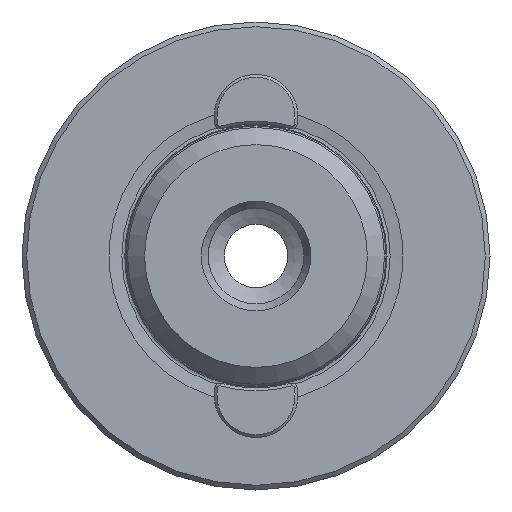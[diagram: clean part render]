
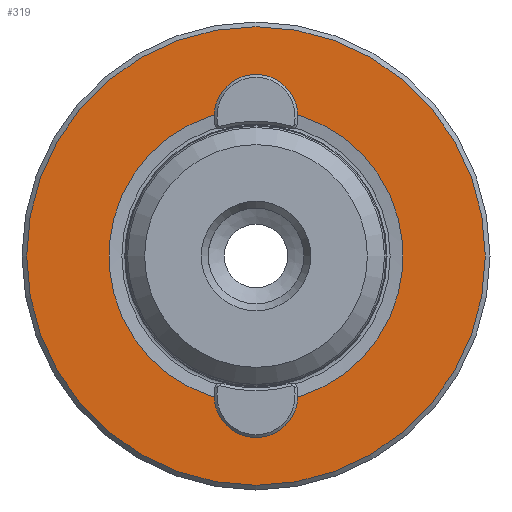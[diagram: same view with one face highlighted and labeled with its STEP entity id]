
A CAD part, left-side view. The second image highlights one B-rep face of the part: STEP entity #319.
In plain terms, the highlighted planar face has unit normal (-1, 0, 0).
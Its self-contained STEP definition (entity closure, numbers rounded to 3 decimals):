
#26 = AXIS2_PLACEMENT_3D ( 'NONE', #667, #2751, #1149 ) ;
#168 = VERTEX_POINT ( 'NONE', #366 ) ;
#319 = ADVANCED_FACE ( 'NONE', ( #586, #1192 ), #1602, .F. ) ;
#326 = AXIS2_PLACEMENT_3D ( 'NONE', #621, #2038, #2006 ) ;
#366 = CARTESIAN_POINT ( 'NONE',  ( 0., -2.118, 15.572 ) ) ;
#374 = CARTESIAN_POINT ( 'NONE',  ( 0., 0., 16.9 ) ) ;
#487 = EDGE_LOOP ( 'NONE', ( #1965, #1688, #1720, #1211 ) ) ;
#493 = DIRECTION ( 'NONE',  ( 0., 0., -1. ) ) ;
#586 = FACE_BOUND ( 'NONE', #487, .T. ) ;
#610 = CARTESIAN_POINT ( 'NONE',  ( 0., 0., -16.9 ) ) ;
#621 = CARTESIAN_POINT ( 'NONE',  ( 0., 0., 0. ) ) ;
#644 = VERTEX_POINT ( 'NONE', #2696 ) ;
#667 = CARTESIAN_POINT ( 'NONE',  ( 0., 0., 0. ) ) ;
#735 = CIRCLE ( 'NONE', #1295, 15.715 ) ;
#739 = DIRECTION ( 'NONE',  ( 1., 0., 0. ) ) ;
#775 = AXIS2_PLACEMENT_3D ( 'NONE', #610, #2242, #910 ) ;
#786 = EDGE_CURVE ( 'NONE', #644, #1352, #1470, .T. ) ;
#797 = CARTESIAN_POINT ( 'NONE',  ( 0., 0., 0. ) ) ;
#841 = DIRECTION ( 'NONE',  ( 0., 0., 1. ) ) ;
#910 = DIRECTION ( 'NONE',  ( 0., 0., 1. ) ) ;
#991 = VERTEX_POINT ( 'NONE', #2982 ) ;
#1083 = DIRECTION ( 'NONE',  ( -1., 0., 0. ) ) ;
#1149 = DIRECTION ( 'NONE',  ( 0., 0., 1. ) ) ;
#1192 = FACE_OUTER_BOUND ( 'NONE', #2908, .T. ) ;
#1211 = ORIENTED_EDGE ( 'NONE', *, *, #786, .F. ) ;
#1295 = AXIS2_PLACEMENT_3D ( 'NONE', #797, #2687, #1511 ) ;
#1352 = VERTEX_POINT ( 'NONE', #2318 ) ;
#1361 = EDGE_CURVE ( 'NONE', #168, #1488, #2029, .T. ) ;
#1470 = CIRCLE ( 'NONE', #775, 2.5 ) ;
#1488 = VERTEX_POINT ( 'NONE', #2448 ) ;
#1511 = DIRECTION ( 'NONE',  ( 0., 0., 1. ) ) ;
#1540 = CIRCLE ( 'NONE', #326, 15.715 ) ;
#1602 = PLANE ( 'NONE',  #2034 ) ;
#1688 = ORIENTED_EDGE ( 'NONE', *, *, #1361, .F. ) ;
#1720 = ORIENTED_EDGE ( 'NONE', *, *, #2895, .F. ) ;
#1914 = CARTESIAN_POINT ( 'NONE',  ( 0., 0., -15.715 ) ) ;
#1965 = ORIENTED_EDGE ( 'NONE', *, *, #2822, .F. ) ;
#2006 = DIRECTION ( 'NONE',  ( 0., 0., 1. ) ) ;
#2029 = CIRCLE ( 'NONE', #2846, 2.5 ) ;
#2034 = AXIS2_PLACEMENT_3D ( 'NONE', #1914, #739, #493 ) ;
#2038 = DIRECTION ( 'NONE',  ( -1., 0., 0. ) ) ;
#2242 = DIRECTION ( 'NONE',  ( -1., 0., 0. ) ) ;
#2299 = EDGE_CURVE ( 'NONE', #991, #991, #2920, .T. ) ;
#2318 = CARTESIAN_POINT ( 'NONE',  ( 0., -2.118, -15.572 ) ) ;
#2448 = CARTESIAN_POINT ( 'NONE',  ( 0., 2.118, 15.572 ) ) ;
#2454 = ORIENTED_EDGE ( 'NONE', *, *, #2299, .T. ) ;
#2687 = DIRECTION ( 'NONE',  ( -1., 0., 0. ) ) ;
#2696 = CARTESIAN_POINT ( 'NONE',  ( 0., 2.118, -15.572 ) ) ;
#2751 = DIRECTION ( 'NONE',  ( -1., 0., 0. ) ) ;
#2822 = EDGE_CURVE ( 'NONE', #1488, #644, #735, .T. ) ;
#2846 = AXIS2_PLACEMENT_3D ( 'NONE', #374, #1083, #841 ) ;
#2895 = EDGE_CURVE ( 'NONE', #1352, #168, #1540, .T. ) ;
#2908 = EDGE_LOOP ( 'NONE', ( #2454 ) ) ;
#2920 = CIRCLE ( 'NONE', #26, 24.5 ) ;
#2982 = CARTESIAN_POINT ( 'NONE',  ( 0., 0., 24.5 ) ) ;
